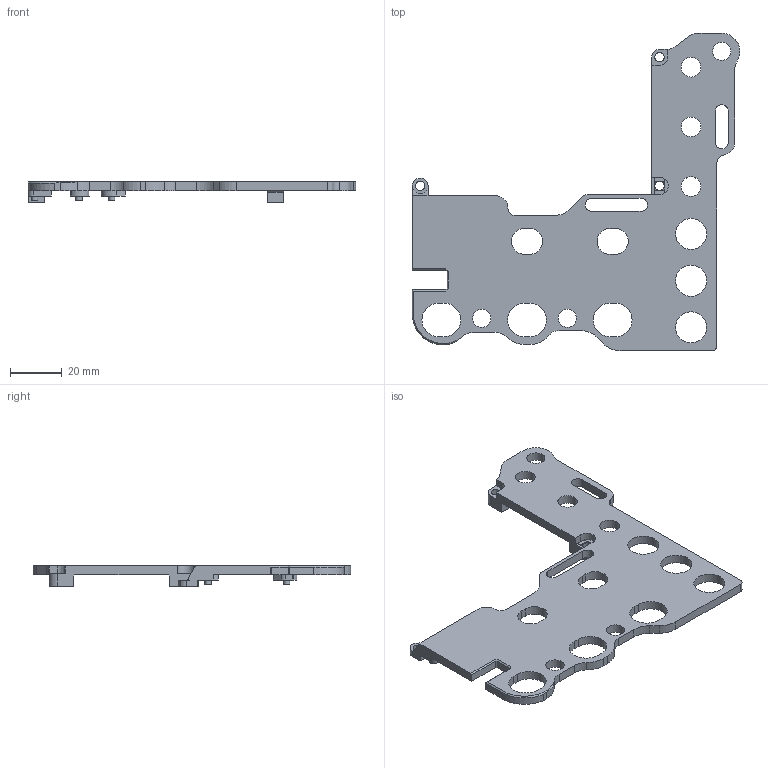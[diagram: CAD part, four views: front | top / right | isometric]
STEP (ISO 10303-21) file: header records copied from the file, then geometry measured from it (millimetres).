
FILE_DESCRIPTION(('FreeCAD Model'),'2;1');
FILE_NAME('Open CASCADE Shape Model','2024-12-08T23:50:15',(''),(''), 'Open CASCADE STEP processor 7.7','Ondsel','Unknown');
FILE_SCHEMA(('AUTOMOTIVE_DESIGN { 1 0 10303 214 1 1 1 1 }'));
Length unit declared in the file: millimetre
Products named in the file (1): Shroud
Bounding box: 126.36 x 122.37 x 7.9 mm (x, y, z)
Volume: 24092.9 mm3; surface area: 17980.3 mm2
Topology: 1 solids, 1 shells, 164 faces, 457 edges, 301 vertices
Faces by surface type: plane 103, cylinder 60, cone 1
Full cylindrical faces by diameter (mm): 2.4 x1, 2.5 x3, 3.6 x3, 7 x3, 7.6 x3, 12 x3
Entity records: 5398 total; most frequent: CARTESIAN_POINT 959, DIRECTION 919, ORIENTED_EDGE 914, EDGE_CURVE 457, LINE 323, VECTOR 323, VERTEX_POINT 301, AXIS2_PLACEMENT_3D 298
